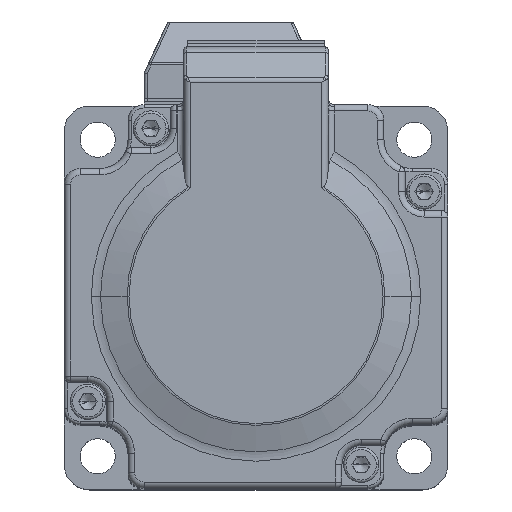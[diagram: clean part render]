
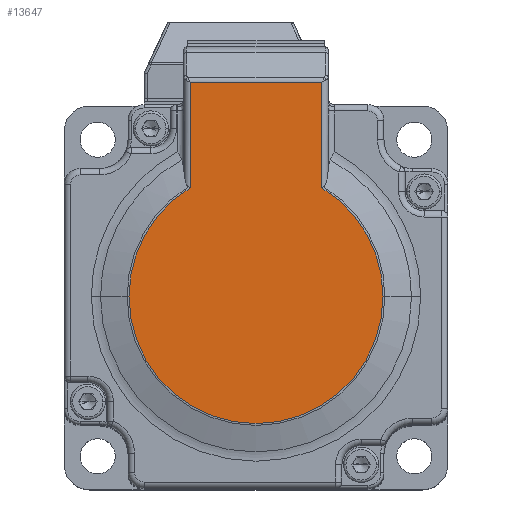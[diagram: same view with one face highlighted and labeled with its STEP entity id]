
A CAD part, top view. The second image highlights one B-rep face of the part: STEP entity #13647.
In plain terms, the highlighted planar face has unit normal (0, 0, 1).
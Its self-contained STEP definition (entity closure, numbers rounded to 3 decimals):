
#112 = DIRECTION ( 'NONE',  ( 0., -1., 0. ) ) ;
#198 = CARTESIAN_POINT ( 'NONE',  ( -10.3, 16.972, 141. ) ) ;
#1012 = CARTESIAN_POINT ( 'NONE',  ( -11.3, 33.486, 141. ) ) ;
#1102 = CARTESIAN_POINT ( 'NONE',  ( 10.3, 33.9, 141. ) ) ;
#4326 = CARTESIAN_POINT ( 'NONE',  ( 10.3, 16.972, 141. ) ) ;
#4869 = CARTESIAN_POINT ( 'NONE',  ( -10.3, 33.486, 141. ) ) ;
#8111 = ORIENTED_EDGE ( 'NONE', *, *, #36966, .T. ) ;
#9111 = EDGE_CURVE ( 'NONE', #18584, #23605, #36242, .T. ) ;
#9813 = VECTOR ( 'NONE', #112, 1000. ) ;
#10067 = VERTEX_POINT ( 'NONE', #198 ) ;
#10291 = VERTEX_POINT ( 'NONE', #4326 ) ;
#10995 = DIRECTION ( 'NONE',  ( 0., 0., 1. ) ) ;
#11386 = CARTESIAN_POINT ( 'NONE',  ( 10.3, 33.486, 141. ) ) ;
#11463 = DIRECTION ( 'NONE',  ( 1., 0., 0. ) ) ;
#11526 = CARTESIAN_POINT ( 'NONE',  ( -19.853, 0., 141. ) ) ;
#12215 = FACE_OUTER_BOUND ( 'NONE', #37269, .T. ) ;
#12287 = AXIS2_PLACEMENT_3D ( 'NONE', #15848, #32806, #18737 ) ;
#12862 = DIRECTION ( 'NONE',  ( 1., 0., 0. ) ) ;
#12894 = ORIENTED_EDGE ( 'NONE', *, *, #35834, .T. ) ;
#13090 = AXIS2_PLACEMENT_3D ( 'NONE', #19713, #10995, #31392 ) ;
#13627 = CARTESIAN_POINT ( 'NONE',  ( -10.3, 16.502, 141. ) ) ;
#13647 = ADVANCED_FACE ( 'NONE', ( #12215 ), #25759, .T. ) ;
#15521 = EDGE_CURVE ( 'NONE', #23605, #10067, #26511, .T. ) ;
#15848 = CARTESIAN_POINT ( 'NONE',  ( 0., 0., 141. ) ) ;
#16959 = CIRCLE ( 'NONE', #12287, 19.853 ) ;
#17000 = ORIENTED_EDGE ( 'NONE', *, *, #15521, .T. ) ;
#17253 = VERTEX_POINT ( 'NONE', #11526 ) ;
#17636 = CARTESIAN_POINT ( 'NONE',  ( 0., 0., 141. ) ) ;
#17963 = DIRECTION ( 'NONE',  ( 0., 1., 0. ) ) ;
#18061 = AXIS2_PLACEMENT_3D ( 'NONE', #22832, #25742, #11463 ) ;
#18584 = VERTEX_POINT ( 'NONE', #11386 ) ;
#18737 = DIRECTION ( 'NONE',  ( 1., 0., 0. ) ) ;
#19239 = EDGE_CURVE ( 'NONE', #17253, #22266, #20158, .T. ) ;
#19444 = LINE ( 'NONE', #1102, #36489 ) ;
#19713 = CARTESIAN_POINT ( 'NONE',  ( 0., 0., 141. ) ) ;
#20158 = CIRCLE ( 'NONE', #18061, 19.853 ) ;
#22266 = VERTEX_POINT ( 'NONE', #36963 ) ;
#22832 = CARTESIAN_POINT ( 'NONE',  ( 0., 0., 141. ) ) ;
#23452 = DIRECTION ( 'NONE',  ( 0., 0., 1. ) ) ;
#23605 = VERTEX_POINT ( 'NONE', #4869 ) ;
#24034 = ORIENTED_EDGE ( 'NONE', *, *, #26585, .T. ) ;
#24383 = AXIS2_PLACEMENT_3D ( 'NONE', #17636, #23452, #12862 ) ;
#25742 = DIRECTION ( 'NONE',  ( 0., 0., 1. ) ) ;
#25759 = PLANE ( 'NONE',  #13090 ) ;
#25969 = ORIENTED_EDGE ( 'NONE', *, *, #19239, .T. ) ;
#26511 = LINE ( 'NONE', #13627, #9813 ) ;
#26585 = EDGE_CURVE ( 'NONE', #10067, #17253, #16959, .T. ) ;
#27328 = VECTOR ( 'NONE', #30214, 1000. ) ;
#29692 = ORIENTED_EDGE ( 'NONE', *, *, #9111, .T. ) ;
#30214 = DIRECTION ( 'NONE',  ( -1., 0., 0. ) ) ;
#31392 = DIRECTION ( 'NONE',  ( 1., 0., 0. ) ) ;
#32806 = DIRECTION ( 'NONE',  ( 0., 0., 1. ) ) ;
#35191 = CIRCLE ( 'NONE', #24383, 19.853 ) ;
#35834 = EDGE_CURVE ( 'NONE', #22266, #10291, #35191, .T. ) ;
#36242 = LINE ( 'NONE', #1012, #27328 ) ;
#36489 = VECTOR ( 'NONE', #17963, 1000. ) ;
#36963 = CARTESIAN_POINT ( 'NONE',  ( 19.853, 0., 141. ) ) ;
#36966 = EDGE_CURVE ( 'NONE', #10291, #18584, #19444, .T. ) ;
#37269 = EDGE_LOOP ( 'NONE', ( #29692, #17000, #24034, #25969, #12894, #8111 ) ) ;
